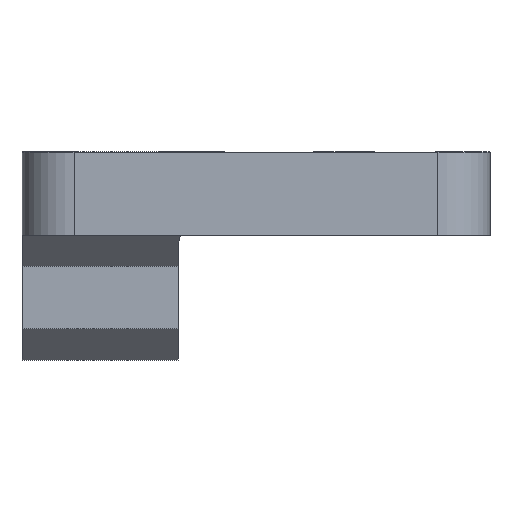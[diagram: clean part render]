
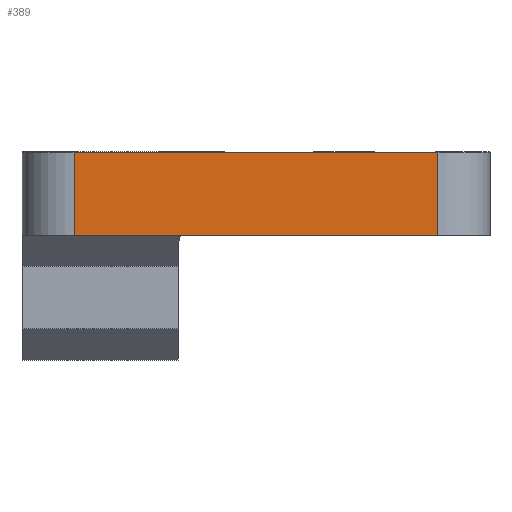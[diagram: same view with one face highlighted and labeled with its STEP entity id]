
A CAD part, left-side view. The second image highlights one B-rep face of the part: STEP entity #389.
In plain terms, the highlighted planar face has unit normal (-1, 0, 0).
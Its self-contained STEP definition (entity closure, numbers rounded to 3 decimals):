
#29 = VERTEX_POINT ( 'NONE', #377 ) ;
#32 = CARTESIAN_POINT ( 'NONE',  ( -35.887, 15., 10. ) ) ;
#42 = LINE ( 'NONE', #32, #1622 ) ;
#56 = CARTESIAN_POINT ( 'NONE',  ( -35.887, 10., 2. ) ) ;
#109 = CARTESIAN_POINT ( 'NONE',  ( -35.887, -25., 2. ) ) ;
#131 = DIRECTION ( 'NONE',  ( 1., 0., 0. ) ) ;
#165 = DIRECTION ( 'NONE',  ( 0., 0., 1. ) ) ;
#170 = CARTESIAN_POINT ( 'NONE',  ( -35.887, -25., 10. ) ) ;
#221 = EDGE_CURVE ( 'NONE', #1162, #29, #42, .T. ) ;
#297 = DIRECTION ( 'NONE',  ( 0., 1., 0. ) ) ;
#377 = CARTESIAN_POINT ( 'NONE',  ( -35.887, 10., 10. ) ) ;
#389 = ADVANCED_FACE ( 'NONE', ( #489 ), #868, .F. ) ;
#394 = LINE ( 'NONE', #1113, #1006 ) ;
#489 = FACE_OUTER_BOUND ( 'NONE', #633, .T. ) ;
#560 = EDGE_CURVE ( 'NONE', #1476, #1179, #1471, .T. ) ;
#614 = ORIENTED_EDGE ( 'NONE', *, *, #1117, .T. ) ;
#633 = EDGE_LOOP ( 'NONE', ( #727, #1574, #1036, #614 ) ) ;
#727 = ORIENTED_EDGE ( 'NONE', *, *, #221, .T. ) ;
#730 = AXIS2_PLACEMENT_3D ( 'NONE', #1130, #131, #1398 ) ;
#748 = VECTOR ( 'NONE', #297, 1000. ) ;
#821 = CARTESIAN_POINT ( 'NONE',  ( -35.887, -25., 10. ) ) ;
#829 = EDGE_CURVE ( 'NONE', #29, #1179, #394, .T. ) ;
#868 = PLANE ( 'NONE',  #730 ) ;
#1006 = VECTOR ( 'NONE', #1482, 1000. ) ;
#1036 = ORIENTED_EDGE ( 'NONE', *, *, #560, .F. ) ;
#1059 = DIRECTION ( 'NONE',  ( 0., 1., 0. ) ) ;
#1113 = CARTESIAN_POINT ( 'NONE',  ( -35.887, 10., 2. ) ) ;
#1117 = EDGE_CURVE ( 'NONE', #1476, #1162, #1286, .T. ) ;
#1130 = CARTESIAN_POINT ( 'NONE',  ( -35.887, 15., 2. ) ) ;
#1162 = VERTEX_POINT ( 'NONE', #170 ) ;
#1179 = VERTEX_POINT ( 'NONE', #56 ) ;
#1286 = LINE ( 'NONE', #821, #1503 ) ;
#1398 = DIRECTION ( 'NONE',  ( 0., 0., -1. ) ) ;
#1403 = CARTESIAN_POINT ( 'NONE',  ( -35.887, 15., 2. ) ) ;
#1471 = LINE ( 'NONE', #1403, #748 ) ;
#1476 = VERTEX_POINT ( 'NONE', #109 ) ;
#1482 = DIRECTION ( 'NONE',  ( 0., 0., -1. ) ) ;
#1503 = VECTOR ( 'NONE', #165, 1000. ) ;
#1574 = ORIENTED_EDGE ( 'NONE', *, *, #829, .T. ) ;
#1622 = VECTOR ( 'NONE', #1059, 1000. ) ;
